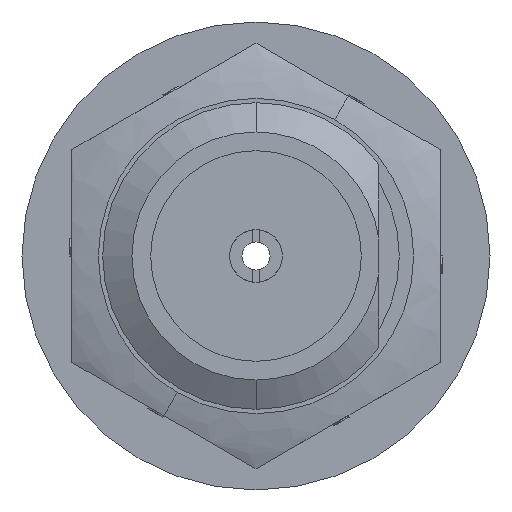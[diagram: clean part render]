
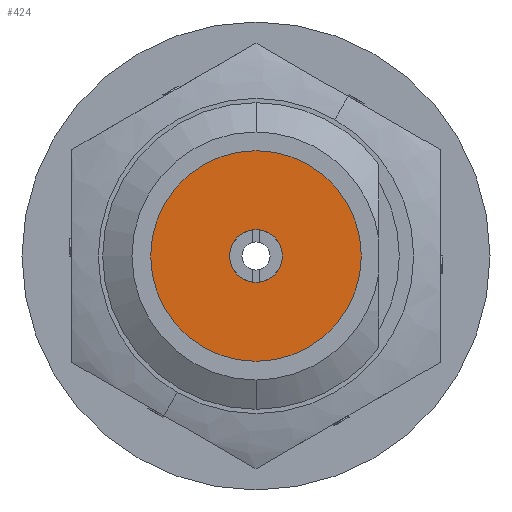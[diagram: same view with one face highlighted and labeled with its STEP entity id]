
A CAD part, front view. The second image highlights one B-rep face of the part: STEP entity #424.
In plain terms, the highlighted planar face has unit normal (0, -1, 0).
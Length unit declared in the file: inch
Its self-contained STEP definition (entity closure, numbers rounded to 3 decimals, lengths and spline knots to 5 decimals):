
#401 = ORIENTED_EDGE ( 'NONE', *, *, #8412, .T. ) ;
#404 = ORIENTED_EDGE ( 'NONE', *, *, #468, .T. ) ;
#416 = EDGE_LOOP ( 'NONE', ( #404, #401 ) ) ;
#424 = ADVANCED_FACE ( 'NONE', ( #3150, #3257 ), #3255, .T. ) ;
#427 = EDGE_LOOP ( 'NONE', ( #470, #467 ) ) ;
#467 = ORIENTED_EDGE ( 'NONE', *, *, #8714, .F. ) ;
#468 = EDGE_CURVE ( 'NONE', #8478, #8413, #3345, .T. ) ;
#470 = ORIENTED_EDGE ( 'NONE', *, *, #9002, .F. ) ;
#3150 = FACE_BOUND ( 'NONE', #427, .T. ) ;
#3232 = CARTESIAN_POINT ( 'NONE',  ( 0., -0.4365, 0. ) ) ;
#3245 = DIRECTION ( 'NONE',  ( 0., 0., -1. ) ) ;
#3246 = DIRECTION ( 'NONE',  ( 0., -1., 0. ) ) ;
#3255 = PLANE ( 'NONE',  #3287 ) ;
#3257 = FACE_OUTER_BOUND ( 'NONE', #416, .T. ) ;
#3287 = AXIS2_PLACEMENT_3D ( 'NONE', #3232, #3246, #3245 ) ;
#3345 = CIRCLE ( 'NONE', #3360, 0.09 ) ;
#3354 = DIRECTION ( 'NONE',  ( 0., -1., 0. ) ) ;
#3360 = AXIS2_PLACEMENT_3D ( 'NONE', #3364, #3354, #3456 ) ;
#3364 = CARTESIAN_POINT ( 'NONE',  ( 0., -0.4365, 0. ) ) ;
#3456 = DIRECTION ( 'NONE',  ( 0., 0., -1. ) ) ;
#4825 = DIRECTION ( 'NONE',  ( 0., 0., -1. ) ) ;
#4826 = DIRECTION ( 'NONE',  ( 0., -1., 0. ) ) ;
#4827 = CARTESIAN_POINT ( 'NONE',  ( 0., -0.4365, 0.09 ) ) ;
#4893 = CARTESIAN_POINT ( 'NONE',  ( 0., -0.4365, 0. ) ) ;
#4901 = CIRCLE ( 'NONE', #4906, 0.09 ) ;
#4906 = AXIS2_PLACEMENT_3D ( 'NONE', #4893, #4826, #4825 ) ;
#5106 = CARTESIAN_POINT ( 'NONE',  ( 0., -0.4365, -0.09 ) ) ;
#5238 = CARTESIAN_POINT ( 'NONE',  ( 0., -0.4365, 0.0225 ) ) ;
#5269 = CARTESIAN_POINT ( 'NONE',  ( 0., -0.4365, -0.0225 ) ) ;
#5270 = CIRCLE ( 'NONE', #5287, 0.0225 ) ;
#5272 = DIRECTION ( 'NONE',  ( 0., 0., -1. ) ) ;
#5273 = DIRECTION ( 'NONE',  ( 0., -1., 0. ) ) ;
#5274 = CARTESIAN_POINT ( 'NONE',  ( 0., -0.4365, 0. ) ) ;
#5287 = AXIS2_PLACEMENT_3D ( 'NONE', #5274, #5273, #5272 ) ;
#6605 = CARTESIAN_POINT ( 'NONE',  ( 0., -0.4365, 0. ) ) ;
#6727 = DIRECTION ( 'NONE',  ( 0., 0., -1. ) ) ;
#6728 = DIRECTION ( 'NONE',  ( 0., -1., 0. ) ) ;
#6729 = AXIS2_PLACEMENT_3D ( 'NONE', #6605, #6728, #6727 ) ;
#6737 = CIRCLE ( 'NONE', #6729, 0.0225 ) ;
#8412 = EDGE_CURVE ( 'NONE', #8413, #8478, #4901, .T. ) ;
#8413 = VERTEX_POINT ( 'NONE', #4827 ) ;
#8478 = VERTEX_POINT ( 'NONE', #5106 ) ;
#8671 = VERTEX_POINT ( 'NONE', #5238 ) ;
#8709 = VERTEX_POINT ( 'NONE', #5269 ) ;
#8714 = EDGE_CURVE ( 'NONE', #8671, #8709, #5270, .T. ) ;
#9002 = EDGE_CURVE ( 'NONE', #8709, #8671, #6737, .T. ) ;
